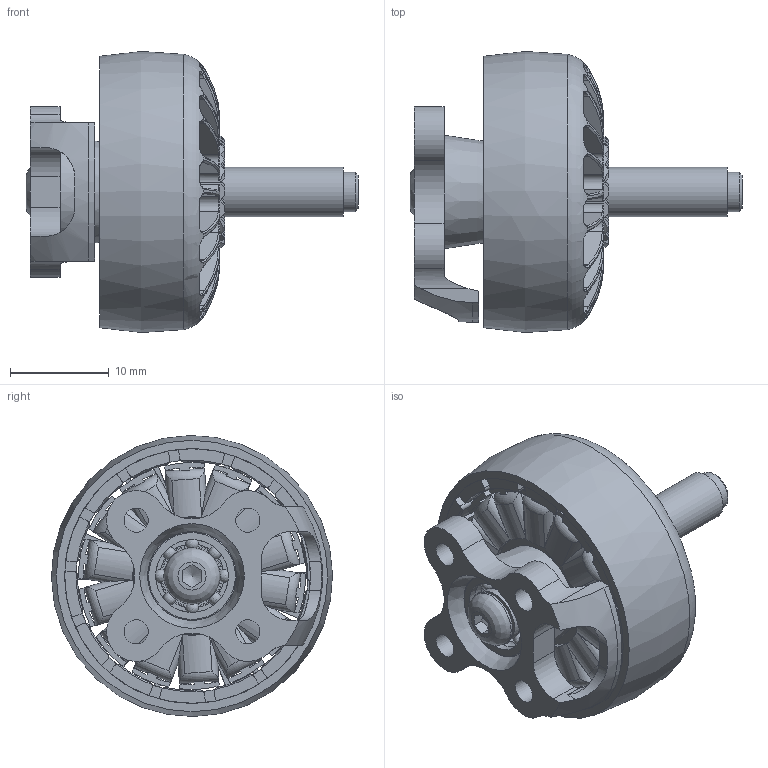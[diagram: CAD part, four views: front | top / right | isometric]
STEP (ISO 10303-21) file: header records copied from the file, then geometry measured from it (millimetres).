
FILE_DESCRIPTION(/* description */ (''),/* implementation_level */ '2;1');
FILE_NAME(/* name */ 'iFlight.Xing.2207 v1.step',/* time_stamp */ '2026-01-23T10:56:51+05:00',/* author */ (''),/* organization */ (''),/* preprocessor_version */ 'ST-DEVELOPER v20.1',/* originating_system */ 'Autodesk Translation Framework v14.24.0.0',/* authorisation */ '');
FILE_SCHEMA (('AUTOMOTIVE_DESIGN { 1 0 10303 214 3 1 1 }'));
Products named in the file (7): iFlight.Xing.2207; Rotor.iFlight.2207; Eixo iFlight 2207; Estator.iFlight.2207; Mancal.Estator.iFlight.2207; ANSI B18.3.4M - M3 x 0.5 x 3, BHSBHCSM; JIS B 1521 - 684 4x9x2.5
Assembly tree (7 placements, depth 2):
  iFlight.Xing.2207
    Rotor.iFlight.2207
    Eixo iFlight 2207
    Estator.iFlight.2207
    JIS B 1521 - 684 4x9x2.5  x2
    Mancal.Estator.iFlight.2207
    ANSI B18.3.4M - M3 x 0.5 x 3, BHSBHCSM
Bounding box: 33.65 x 28.49 x 28.49 mm (x, y, z)
Volume: 6136.8 mm3; surface area: 8477.5 mm2
Topology: 25 solids, 25 shells, 1725 faces, 4787 edges, 3050 vertices
Faces by surface type: plane 913, cylinder 385, bspline 304, torus 70, cone 37, sphere 16
Full cylindrical faces by diameter (mm): 2.459 x6, 3 x1, 4 x4, 5 x2, 5.63 x4, 5.7 x1, 6.5 x1, 7.37 x4, 8 x1, 9 x5, 10 x2, 12 x2, 23.5 x1, 25.8 x1
Entity records: 62735 total; most frequent: CARTESIAN_POINT 19397, ORIENTED_EDGE 9420, DIRECTION 7988, EDGE_CURVE 4710, VERTEX_POINT 3010, LINE 2918, VECTOR 2918, AXIS2_PLACEMENT_3D 2535
